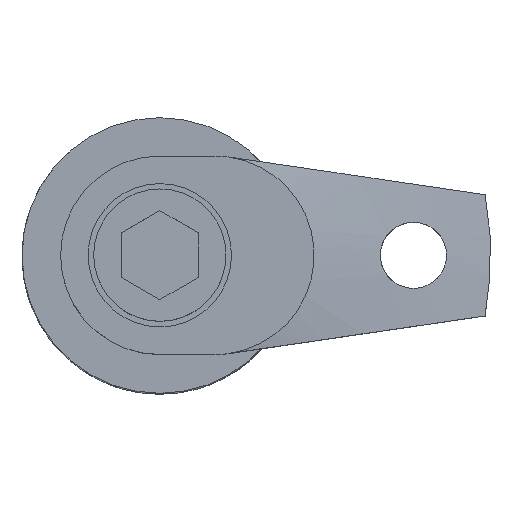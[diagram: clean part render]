
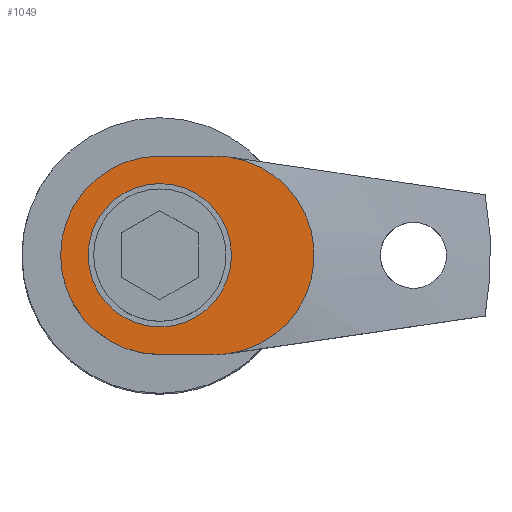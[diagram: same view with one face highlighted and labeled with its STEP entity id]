
A CAD part, top view. The second image highlights one B-rep face of the part: STEP entity #1049.
In plain terms, the highlighted planar face has unit normal (0, 0, 1).
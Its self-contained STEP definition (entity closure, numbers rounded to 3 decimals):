
#15 = CARTESIAN_POINT ( 'NONE',  ( 12.615, -17.809, 60. ) ) ;
#18 = CARTESIAN_POINT ( 'NONE',  ( 0., 0., 60. ) ) ;
#94 = DIRECTION ( 'NONE',  ( 0., 0., 1. ) ) ;
#101 = CIRCLE ( 'NONE', #323, 18. ) ;
#105 = CARTESIAN_POINT ( 'NONE',  ( -13., 0., 60. ) ) ;
#111 = AXIS2_PLACEMENT_3D ( 'NONE', #844, #94, #1390 ) ;
#119 = CARTESIAN_POINT ( 'NONE',  ( 10., 0., 60. ) ) ;
#141 = EDGE_CURVE ( 'NONE', #222, #2319, #101, .T. ) ;
#167 = ORIENTED_EDGE ( 'NONE', *, *, #1897, .F. ) ;
#211 = AXIS2_PLACEMENT_3D ( 'NONE', #119, #902, #2214 ) ;
#222 = VERTEX_POINT ( 'NONE', #713 ) ;
#241 = EDGE_CURVE ( 'NONE', #222, #1168, #668, .T. ) ;
#248 = AXIS2_PLACEMENT_3D ( 'NONE', #1362, #1318, #2101 ) ;
#262 = DIRECTION ( 'NONE',  ( 1., 0., 0. ) ) ;
#299 = VECTOR ( 'NONE', #710, 1000. ) ;
#316 = DIRECTION ( 'NONE',  ( 1., 0., 0. ) ) ;
#323 = AXIS2_PLACEMENT_3D ( 'NONE', #1331, #929, #2250 ) ;
#349 = ORIENTED_EDGE ( 'NONE', *, *, #435, .T. ) ;
#374 = ORIENTED_EDGE ( 'NONE', *, *, #1527, .F. ) ;
#394 = ORIENTED_EDGE ( 'NONE', *, *, #2191, .T. ) ;
#399 = DIRECTION ( 'NONE',  ( 1., 0., 0. ) ) ;
#421 = FACE_OUTER_BOUND ( 'NONE', #1042, .T. ) ;
#435 = EDGE_CURVE ( 'NONE', #2336, #2074, #1030, .T. ) ;
#484 = EDGE_CURVE ( 'NONE', #1168, #2336, #1967, .T. ) ;
#524 = EDGE_CURVE ( 'NONE', #2074, #975, #1884, .T. ) ;
#564 = ORIENTED_EDGE ( 'NONE', *, *, #141, .F. ) ;
#565 = CARTESIAN_POINT ( 'NONE',  ( 0., 0., 60. ) ) ;
#616 = CARTESIAN_POINT ( 'NONE',  ( 0., 0., 60. ) ) ;
#630 = ORIENTED_EDGE ( 'NONE', *, *, #874, .T. ) ;
#631 = PLANE ( 'NONE',  #1637 ) ;
#668 = CIRCLE ( 'NONE', #211, 18. ) ;
#710 = DIRECTION ( 'NONE',  ( 1., 0., 0. ) ) ;
#712 = CARTESIAN_POINT ( 'NONE',  ( -18., 0., 60. ) ) ;
#713 = CARTESIAN_POINT ( 'NONE',  ( 12.615, 17.809, 60. ) ) ;
#800 = CIRCLE ( 'NONE', #1516, 18. ) ;
#844 = CARTESIAN_POINT ( 'NONE',  ( 0., 0., 60. ) ) ;
#867 = VERTEX_POINT ( 'NONE', #900 ) ;
#874 = EDGE_CURVE ( 'NONE', #975, #909, #1291, .T. ) ;
#900 = CARTESIAN_POINT ( 'NONE',  ( 13., 0., 60. ) ) ;
#902 = DIRECTION ( 'NONE',  ( 0., 0., 1. ) ) ;
#909 = VERTEX_POINT ( 'NONE', #948 ) ;
#929 = DIRECTION ( 'NONE',  ( 0., 0., -1. ) ) ;
#948 = CARTESIAN_POINT ( 'NONE',  ( 10., -18., 60. ) ) ;
#975 = VERTEX_POINT ( 'NONE', #1590 ) ;
#1030 = CIRCLE ( 'NONE', #248, 18. ) ;
#1042 = EDGE_LOOP ( 'NONE', ( #394, #564, #2030, #1525, #349, #1909, #630 ) ) ;
#1049 = ADVANCED_FACE ( 'NONE', ( #1405, #421 ), #631, .T. ) ;
#1111 = CIRCLE ( 'NONE', #1152, 13. ) ;
#1152 = AXIS2_PLACEMENT_3D ( 'NONE', #18, #1365, #399 ) ;
#1168 = VERTEX_POINT ( 'NONE', #1244 ) ;
#1202 = DIRECTION ( 'NONE',  ( 1., 0., 0. ) ) ;
#1244 = CARTESIAN_POINT ( 'NONE',  ( 10., 18., 60. ) ) ;
#1282 = CARTESIAN_POINT ( 'NONE',  ( 10., 0., 60. ) ) ;
#1291 = LINE ( 'NONE', #1838, #299 ) ;
#1318 = DIRECTION ( 'NONE',  ( 0., 0., 1. ) ) ;
#1328 = DIRECTION ( 'NONE',  ( 0., 0., 1. ) ) ;
#1331 = CARTESIAN_POINT ( 'NONE',  ( 10., 0., 60. ) ) ;
#1362 = CARTESIAN_POINT ( 'NONE',  ( 0., 0., 60. ) ) ;
#1365 = DIRECTION ( 'NONE',  ( 0., 0., 1. ) ) ;
#1390 = DIRECTION ( 'NONE',  ( 1., 0., 0. ) ) ;
#1405 = FACE_BOUND ( 'NONE', #2094, .T. ) ;
#1418 = DIRECTION ( 'NONE',  ( 0., 0., 1. ) ) ;
#1430 = VECTOR ( 'NONE', #1531, 1000. ) ;
#1515 = CARTESIAN_POINT ( 'NONE',  ( 10., 18., 60. ) ) ;
#1516 = AXIS2_PLACEMENT_3D ( 'NONE', #1282, #2058, #316 ) ;
#1525 = ORIENTED_EDGE ( 'NONE', *, *, #484, .T. ) ;
#1527 = EDGE_CURVE ( 'NONE', #2105, #867, #1764, .T. ) ;
#1531 = DIRECTION ( 'NONE',  ( -1., 0., 0. ) ) ;
#1590 = CARTESIAN_POINT ( 'NONE',  ( 0., -18., 60. ) ) ;
#1637 = AXIS2_PLACEMENT_3D ( 'NONE', #616, #1418, #1202 ) ;
#1762 = CARTESIAN_POINT ( 'NONE',  ( 0., 18., 60. ) ) ;
#1764 = CIRCLE ( 'NONE', #2385, 13. ) ;
#1838 = CARTESIAN_POINT ( 'NONE',  ( 0., -18., 60. ) ) ;
#1884 = CIRCLE ( 'NONE', #111, 18. ) ;
#1897 = EDGE_CURVE ( 'NONE', #867, #2105, #1111, .T. ) ;
#1909 = ORIENTED_EDGE ( 'NONE', *, *, #524, .T. ) ;
#1967 = LINE ( 'NONE', #1515, #1430 ) ;
#2030 = ORIENTED_EDGE ( 'NONE', *, *, #241, .T. ) ;
#2058 = DIRECTION ( 'NONE',  ( 0., 0., 1. ) ) ;
#2074 = VERTEX_POINT ( 'NONE', #712 ) ;
#2094 = EDGE_LOOP ( 'NONE', ( #167, #374 ) ) ;
#2101 = DIRECTION ( 'NONE',  ( 1., 0., 0. ) ) ;
#2105 = VERTEX_POINT ( 'NONE', #105 ) ;
#2191 = EDGE_CURVE ( 'NONE', #909, #2319, #800, .T. ) ;
#2214 = DIRECTION ( 'NONE',  ( 1., 0., 0. ) ) ;
#2250 = DIRECTION ( 'NONE',  ( -1., 0., 0. ) ) ;
#2319 = VERTEX_POINT ( 'NONE', #15 ) ;
#2336 = VERTEX_POINT ( 'NONE', #1762 ) ;
#2385 = AXIS2_PLACEMENT_3D ( 'NONE', #565, #1328, #262 ) ;
